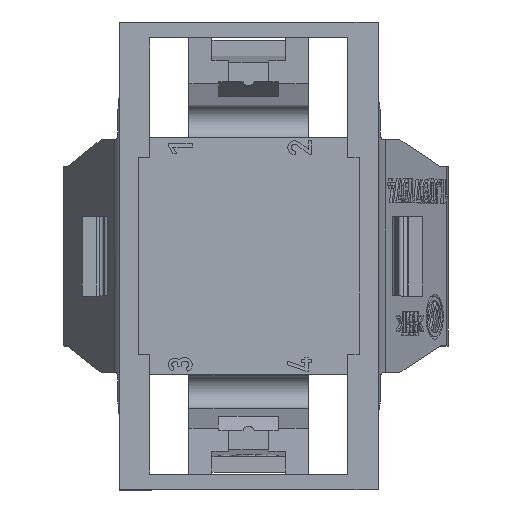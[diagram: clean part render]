
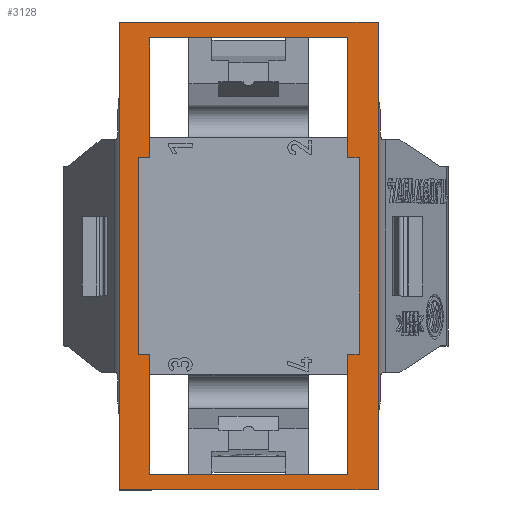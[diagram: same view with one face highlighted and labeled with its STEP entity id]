
A CAD part, top view. The second image highlights one B-rep face of the part: STEP entity #3128.
In plain terms, the highlighted planar face has unit normal (0, 0, 1).
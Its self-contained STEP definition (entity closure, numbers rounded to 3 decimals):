
#2709=FACE_BOUND('',#5294,.T.);
#2710=FACE_BOUND('',#5295,.T.);
#3128=ADVANCED_FACE('',(#2709,#2710),#3908,.T.);
#3908=PLANE('',#17618);
#5294=EDGE_LOOP('',(#6610,#6611,#6612,#6613,#6614,#6615,#6616,#6617,#6618,
#6619,#6620,#6621));
#5295=EDGE_LOOP('',(#6622,#6623,#6624,#6625));
#6610=ORIENTED_EDGE('',*,*,#12309,.F.);
#6611=ORIENTED_EDGE('',*,*,#12280,.F.);
#6612=ORIENTED_EDGE('',*,*,#12310,.T.);
#6613=ORIENTED_EDGE('',*,*,#12311,.F.);
#6614=ORIENTED_EDGE('',*,*,#12312,.F.);
#6615=ORIENTED_EDGE('',*,*,#12313,.F.);
#6616=ORIENTED_EDGE('',*,*,#12314,.T.);
#6617=ORIENTED_EDGE('',*,*,#12315,.F.);
#6618=ORIENTED_EDGE('',*,*,#12316,.T.);
#6619=ORIENTED_EDGE('',*,*,#12317,.F.);
#6620=ORIENTED_EDGE('',*,*,#12318,.F.);
#6621=ORIENTED_EDGE('',*,*,#12277,.F.);
#6622=ORIENTED_EDGE('',*,*,#12319,.F.);
#6623=ORIENTED_EDGE('',*,*,#12320,.F.);
#6624=ORIENTED_EDGE('',*,*,#12306,.F.);
#6625=ORIENTED_EDGE('',*,*,#12321,.T.);
#10822=VERTEX_POINT('',#23363);
#10823=VERTEX_POINT('',#23365);
#10824=VERTEX_POINT('',#23370);
#10825=VERTEX_POINT('',#23371);
#10847=VERTEX_POINT('',#23421);
#10848=VERTEX_POINT('',#23423);
#10850=VERTEX_POINT('',#23430);
#10851=VERTEX_POINT('',#23432);
#10852=VERTEX_POINT('',#23434);
#10853=VERTEX_POINT('',#23436);
#10854=VERTEX_POINT('',#23438);
#10855=VERTEX_POINT('',#23440);
#10856=VERTEX_POINT('',#23442);
#10857=VERTEX_POINT('',#23444);
#10858=VERTEX_POINT('',#23447);
#10859=VERTEX_POINT('',#23448);
#12277=EDGE_CURVE('',#10822,#10823,#14342,.T.);
#12280=EDGE_CURVE('',#10824,#10825,#14345,.T.);
#12306=EDGE_CURVE('',#10847,#10848,#14368,.T.);
#12309=EDGE_CURVE('',#10825,#10822,#14371,.T.);
#12310=EDGE_CURVE('',#10824,#10850,#14372,.T.);
#12311=EDGE_CURVE('',#10851,#10850,#14373,.T.);
#12312=EDGE_CURVE('',#10852,#10851,#14374,.T.);
#12313=EDGE_CURVE('',#10853,#10852,#14375,.T.);
#12314=EDGE_CURVE('',#10853,#10854,#14376,.T.);
#12315=EDGE_CURVE('',#10855,#10854,#14377,.T.);
#12316=EDGE_CURVE('',#10855,#10856,#14378,.T.);
#12317=EDGE_CURVE('',#10857,#10856,#14379,.T.);
#12318=EDGE_CURVE('',#10823,#10857,#14380,.T.);
#12319=EDGE_CURVE('',#10858,#10859,#14381,.T.);
#12320=EDGE_CURVE('',#10848,#10858,#14382,.T.);
#12321=EDGE_CURVE('',#10847,#10859,#14383,.T.);
#14342=LINE('',#23364,#16092);
#14345=LINE('',#23369,#16095);
#14368=LINE('',#23422,#16118);
#14371=LINE('',#23428,#16121);
#14372=LINE('',#23429,#16122);
#14373=LINE('',#23431,#16123);
#14374=LINE('',#23433,#16124);
#14375=LINE('',#23435,#16125);
#14376=LINE('',#23437,#16126);
#14377=LINE('',#23439,#16127);
#14378=LINE('',#23441,#16128);
#14379=LINE('',#23443,#16129);
#14380=LINE('',#23445,#16130);
#14381=LINE('',#23446,#16131);
#14382=LINE('',#23449,#16132);
#14383=LINE('',#23450,#16133);
#16092=VECTOR('',#19178,1.);
#16095=VECTOR('',#19183,1.);
#16118=VECTOR('',#19218,1.);
#16121=VECTOR('',#19223,1.);
#16122=VECTOR('',#19224,1.);
#16123=VECTOR('',#19225,1.);
#16124=VECTOR('',#19226,1.);
#16125=VECTOR('',#19227,1.);
#16126=VECTOR('',#19228,1.);
#16127=VECTOR('',#19229,1.);
#16128=VECTOR('',#19230,1.);
#16129=VECTOR('',#19231,1.);
#16130=VECTOR('',#19232,1.);
#16131=VECTOR('',#19233,1.);
#16132=VECTOR('',#19234,1.);
#16133=VECTOR('',#19235,1.);
#17618=AXIS2_PLACEMENT_3D('',#23451,#19236,#19237);
#19178=DIRECTION('',(0.,-1.,0.));
#19183=DIRECTION('',(0.,1.,0.));
#19218=DIRECTION('',(0.,1.,0.));
#19223=DIRECTION('',(-1.,0.,0.));
#19224=DIRECTION('',(1.,0.,0.));
#19225=DIRECTION('',(0.,1.,0.));
#19226=DIRECTION('',(1.,0.,0.));
#19227=DIRECTION('',(0.,1.,0.));
#19228=DIRECTION('',(-1.,0.,0.));
#19229=DIRECTION('',(0.,-1.,0.));
#19230=DIRECTION('',(-1.,0.,0.));
#19231=DIRECTION('',(0.,-1.,0.));
#19232=DIRECTION('',(-1.,0.,0.));
#19233=DIRECTION('',(0.,-1.,0.));
#19234=DIRECTION('',(1.,0.,0.));
#19235=DIRECTION('',(1.,0.,0.));
#19236=DIRECTION('',(0.,0.,1.));
#19237=DIRECTION('',(1.,0.,0.));
#23363=CARTESIAN_POINT('',(3.665,27.621,25.));
#23364=CARTESIAN_POINT('',(3.665,27.621,25.));
#23365=CARTESIAN_POINT('',(3.665,21.596,25.));
#23369=CARTESIAN_POINT('',(13.615,5.721,25.));
#23370=CARTESIAN_POINT('',(13.615,21.596,25.));
#23371=CARTESIAN_POINT('',(13.615,27.621,25.));
#23421=CARTESIAN_POINT('',(2.14,4.921,25.));
#23422=CARTESIAN_POINT('',(2.14,4.921,25.));
#23423=CARTESIAN_POINT('',(2.14,28.421,25.));
#23428=CARTESIAN_POINT('',(13.615,27.621,25.));
#23429=CARTESIAN_POINT('',(9.165,21.596,25.));
#23430=CARTESIAN_POINT('',(14.19,21.596,25.));
#23431=CARTESIAN_POINT('',(14.19,21.596,25.));
#23432=CARTESIAN_POINT('',(14.19,11.746,25.));
#23433=CARTESIAN_POINT('',(9.165,11.746,25.));
#23434=CARTESIAN_POINT('',(13.615,11.746,25.));
#23435=CARTESIAN_POINT('',(13.615,5.721,25.));
#23436=CARTESIAN_POINT('',(13.615,5.721,25.));
#23437=CARTESIAN_POINT('',(13.615,5.721,25.));
#23438=CARTESIAN_POINT('',(3.665,5.721,25.));
#23439=CARTESIAN_POINT('',(3.665,27.621,25.));
#23440=CARTESIAN_POINT('',(3.665,11.746,25.));
#23441=CARTESIAN_POINT('',(8.115,11.746,25.));
#23442=CARTESIAN_POINT('',(3.09,11.746,25.));
#23443=CARTESIAN_POINT('',(3.09,11.746,25.));
#23444=CARTESIAN_POINT('',(3.09,21.596,25.));
#23445=CARTESIAN_POINT('',(8.115,21.596,25.));
#23446=CARTESIAN_POINT('',(15.14,28.421,25.));
#23447=CARTESIAN_POINT('',(15.14,28.421,25.));
#23448=CARTESIAN_POINT('',(15.14,4.921,25.));
#23449=CARTESIAN_POINT('',(2.115,28.421,25.));
#23450=CARTESIAN_POINT('',(2.115,4.921,25.));
#23451=CARTESIAN_POINT('',(15.165,28.471,25.));
